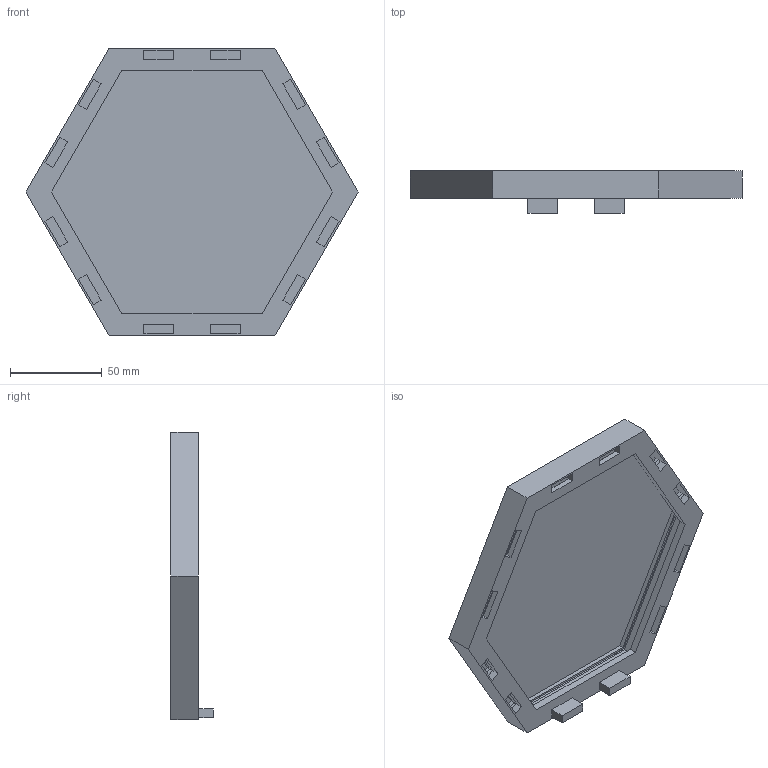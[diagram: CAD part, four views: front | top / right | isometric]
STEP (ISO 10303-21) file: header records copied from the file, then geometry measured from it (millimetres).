
FILE_DESCRIPTION(/* description */ (''),/* implementation_level */ '2;1');
FILE_NAME(/* name */ 'Hex Light Copy v1.stp',/* time_stamp */ '2025-09-12T00:14:46+02:00',/* author */ (''),/* organization */ (''),/* preprocessor_version */ 'ST-DEVELOPER v20.1',/* originating_system */ 'Autodesk Translation Framework v14.10.0.0',/* authorisation */ '');
FILE_SCHEMA (('AUTOMOTIVE_DESIGN { 1 0 10303 214 3 1 1 }'));
Length unit declared in the file: millimetre
Products named in the file (3): Hex Light Copy; Cover; Connectors
Assembly tree (2 placements, depth 2):
  Hex Light Copy
    Cover
    Connectors
Bounding box: 180.52 x 23 x 156.34 mm (x, y, z)
Volume: 65130.2 mm3; surface area: 73929.4 mm2
Topology: 4 solids, 4 shells, 196 faces, 558 edges, 364 vertices
Faces by surface type: plane 168, cylinder 28
Entity records: 6403 total; most frequent: CARTESIAN_POINT 1123, ORIENTED_EDGE 1116, DIRECTION 1016, EDGE_CURVE 558, LINE 502, VECTOR 502, VERTEX_POINT 364, AXIS2_PLACEMENT_3D 257
